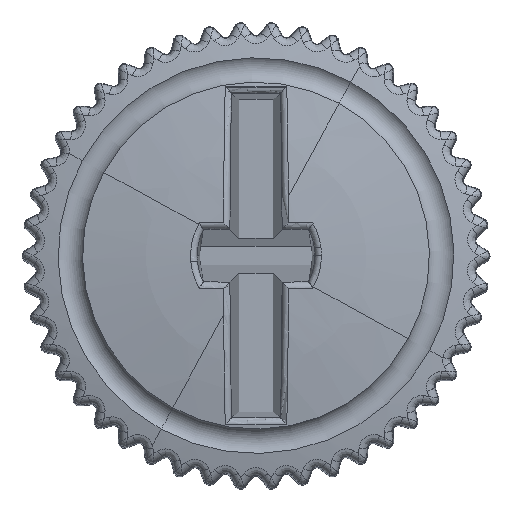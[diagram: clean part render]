
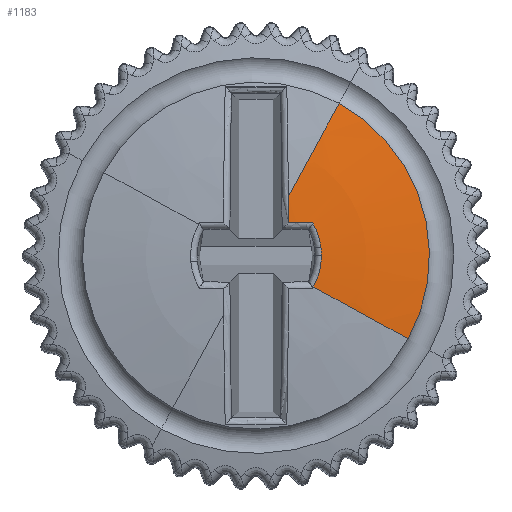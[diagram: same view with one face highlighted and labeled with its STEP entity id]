
A CAD part, top view. The second image highlights one B-rep face of the part: STEP entity #1183.
In plain terms, the highlighted spherical face has radius 30 mm.
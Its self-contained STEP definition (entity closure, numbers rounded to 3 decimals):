
#618=AXIS2_PLACEMENT_3D('Circle Axis2P3D',#616,#617,$) ;
#680=AXIS2_PLACEMENT_3D('Circle Axis2P3D',#678,#679,$) ;
#698=AXIS2_PLACEMENT_3D('Circle Axis2P3D',#696,#697,$) ;
#844=AXIS2_PLACEMENT_3D('Circle Axis2P3D',#842,#843,$) ;
#872=AXIS2_PLACEMENT_3D('Circle Axis2P3D',#870,#871,$) ;
#1118=AXIS2_PLACEMENT_3D('Circle Axis2P3D',#1116,#1117,$) ;
#1159=AXIS2_PLACEMENT_3D('Sphere Axis2P3D',#1156,#1157,#1158) ;
#1170=AXIS2_PLACEMENT_3D('Circle Axis2P3D',#1168,#1169,$) ;
#613=CARTESIAN_POINT('Vertex',(9.326,6.464,15.027)) ;
#616=CARTESIAN_POINT('Axis2P3D Location',(7.486,7.469,15.027)) ;
#620=CARTESIAN_POINT('Vertex',(9.583,7.469,15.027)) ;
#675=CARTESIAN_POINT('Vertex',(9.566,7.738,15.027)) ;
#678=CARTESIAN_POINT('Axis2P3D Location',(7.486,7.469,15.027)) ;
#696=CARTESIAN_POINT('Axis2P3D Location',(7.486,7.469,15.027)) ;
#700=CARTESIAN_POINT('Vertex',(9.303,8.516,15.027)) ;
#842=CARTESIAN_POINT('Axis2P3D Location',(7.486,5.137,-14.634)) ;
#846=CARTESIAN_POINT('Vertex',(8.526,8.521,15.064)) ;
#870=CARTESIAN_POINT('Axis2P3D Location',(7.486,7.469,-14.9)) ;
#874=CARTESIAN_POINT('Vertex',(8.521,9.363,15.022)) ;
#876=CARTESIAN_POINT('Vertex',(10.147,12.34,14.582)) ;
#1113=CARTESIAN_POINT('Vertex',(12.357,4.809,14.582)) ;
#1116=CARTESIAN_POINT('Axis2P3D Location',(7.486,7.469,-14.9)) ;
#1156=CARTESIAN_POINT('Axis2P3D Location',(7.486,7.469,-14.9)) ;
#1162=CARTESIAN_POINT('Control Point',(8.526,8.521,15.064)) ;
#1163=CARTESIAN_POINT('Control Point',(8.525,8.667,15.058)) ;
#1164=CARTESIAN_POINT('Control Point',(8.524,8.843,15.051)) ;
#1165=CARTESIAN_POINT('Control Point',(8.523,9.054,15.042)) ;
#1166=CARTESIAN_POINT('Control Point',(8.521,9.363,15.022)) ;
#1168=CARTESIAN_POINT('Axis2P3D Location',(7.486,7.469,14.582)) ;
#617=DIRECTION('Axis2P3D Direction',(0.,0.,-1.)) ;
#679=DIRECTION('Axis2P3D Direction',(0.,0.,-1.)) ;
#697=DIRECTION('Axis2P3D Direction',(0.,0.,-1.)) ;
#843=DIRECTION('Axis2P3D Direction',(0.,-0.994,0.113)) ;
#871=DIRECTION('Axis2P3D Direction',(-0.878,0.479,0.)) ;
#1117=DIRECTION('Axis2P3D Direction',(0.479,0.878,0.)) ;
#1157=DIRECTION('Axis2P3D Direction',(0.,0.,-1.)) ;
#1158=DIRECTION('Axis2P3D XDirection',(0.479,0.878,0.)) ;
#1169=DIRECTION('Axis2P3D Direction',(0.,0.,-1.)) ;
#1174=ORIENTED_EDGE('',*,*,#878,.F.) ;
#1175=ORIENTED_EDGE('',*,*,#1167,.T.) ;
#1176=ORIENTED_EDGE('',*,*,#848,.T.) ;
#1177=ORIENTED_EDGE('',*,*,#702,.T.) ;
#1178=ORIENTED_EDGE('',*,*,#682,.T.) ;
#1179=ORIENTED_EDGE('',*,*,#622,.T.) ;
#1180=ORIENTED_EDGE('',*,*,#1120,.T.) ;
#1181=ORIENTED_EDGE('',*,*,#1172,.F.) ;
#1183=ADVANCED_FACE('Hauptk\X2\00F6\X0\rper',(#1182),#1160,.T.) ;
#1161=B_SPLINE_CURVE_WITH_KNOTS('',4,(#1162,#1163,#1164,#1165,#1166),.UNSPECIFIED.,.F.,.U.,(5,5),(0.,8.637),.UNSPECIFIED.) ;
#619=CIRCLE('generated circle',#618,2.097) ;
#681=CIRCLE('generated circle',#680,2.097) ;
#699=CIRCLE('generated circle',#698,2.097) ;
#845=CIRCLE('generated circle',#844,29.908) ;
#873=CIRCLE('generated circle',#872,30.) ;
#1119=CIRCLE('generated circle',#1118,30.) ;
#1171=CIRCLE('generated circle',#1170,5.55) ;
#622=EDGE_CURVE('',#621,#614,#619,.T.) ;
#682=EDGE_CURVE('',#676,#621,#681,.T.) ;
#702=EDGE_CURVE('',#701,#676,#699,.T.) ;
#848=EDGE_CURVE('',#847,#701,#845,.F.) ;
#878=EDGE_CURVE('',#875,#877,#873,.T.) ;
#1120=EDGE_CURVE('',#614,#1114,#1119,.T.) ;
#1167=EDGE_CURVE('',#875,#847,#1161,.F.) ;
#1172=EDGE_CURVE('',#877,#1114,#1171,.T.) ;
#1173=EDGE_LOOP('',(#1174,#1175,#1176,#1177,#1178,#1179,#1180,#1181)) ;
#1182=FACE_OUTER_BOUND('',#1173,.T.) ;
#1160=SPHERICAL_SURFACE('',#1159,30.) ;
#614=VERTEX_POINT('',#613) ;
#621=VERTEX_POINT('',#620) ;
#676=VERTEX_POINT('',#675) ;
#701=VERTEX_POINT('',#700) ;
#847=VERTEX_POINT('',#846) ;
#875=VERTEX_POINT('',#874) ;
#877=VERTEX_POINT('',#876) ;
#1114=VERTEX_POINT('',#1113) ;
